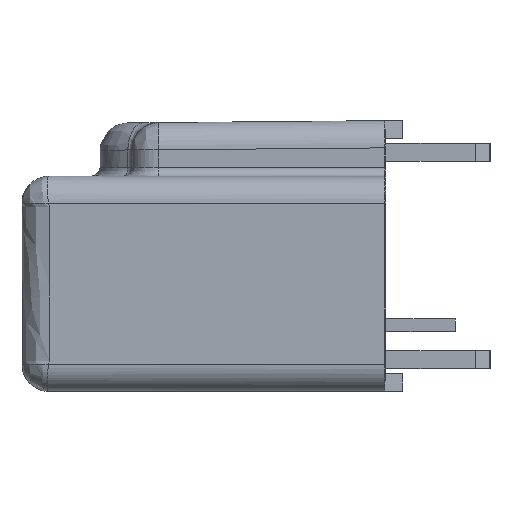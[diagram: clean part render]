
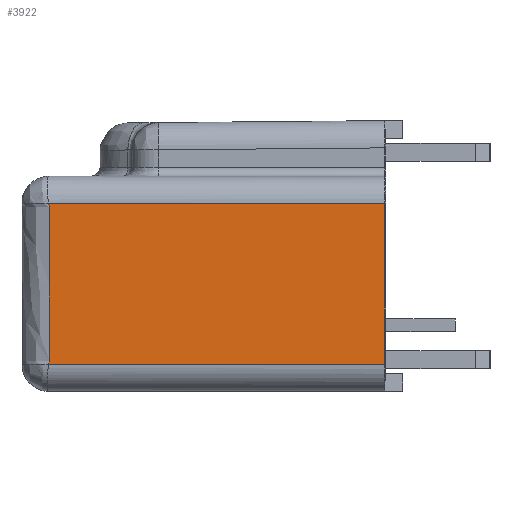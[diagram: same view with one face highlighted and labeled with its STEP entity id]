
A CAD part, left-side view. The second image highlights one B-rep face of the part: STEP entity #3922.
In plain terms, the highlighted planar face has unit normal (-1, 0, 0).
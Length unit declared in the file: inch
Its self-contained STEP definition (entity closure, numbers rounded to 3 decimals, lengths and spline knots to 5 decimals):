
#435 = CARTESIAN_POINT ( 'NONE',  ( 1.73628, 0.54008, -0.17726 ) ) ;
#482 = CARTESIAN_POINT ( 'NONE',  ( 1.73628, 0.5419, 0.16318 ) ) ;
#540 = CARTESIAN_POINT ( 'NONE',  ( 1.73628, 0.54008, 0.15606 ) ) ;
#589 = CARTESIAN_POINT ( 'NONE',  ( 1.73628, 0.54008, -0.17299 ) ) ;
#650 = CARTESIAN_POINT ( 'NONE',  ( 1.73628, 0.54008, 0.15547 ) ) ;
#685 = B_SPLINE_CURVE_WITH_KNOTS ( 'NONE', 3,
 ( #3783, #482, #9229, #10078, #5415, #2228, #8596, #7819, #10177, #10023, #2951, #5267, #1450, #540, #5218, #5315, #3001, #650, #5371, #8432, #8485, #8540, #9332, #10135, #4644, #3836, #2904, #6188, #9382, #1343, #7030, #6039, #6094, #589, #1394, #7652, #10225, #5988, #9279, #4535, #7598, #1286, #6145, #4480, #3682, #435, #2853, #3729, #2080, #9174, #4589, #4430, #8378, #1227, #7767, #3631, #7707 ),
 .UNSPECIFIED., .F., .F.,
 ( 4, 2, 1, 1, 2, 2, 1, 1, 1, 2, 2, 1, 1, 1, 2, 2, 1, 1, 1, 1, 1, 1, 1, 1, 1, 1, 1, 1, 2, 2, 1, 1, 1, 2, 2, 1, 1, 2, 2, 2, 4 ),
 ( 0., 0.00781, 0.01172, 0.01367, 0.01465, 0.01562, 0.01953, 0.02148, 0.02246, 0.02295, 0.02344, 0.02734, 0.0293, 0.03027, 0.03076, 0.03125, 0.0625, 0.125, 0.25, 0.5, 0.75, 0.875, 0.9375, 0.95313, 0.96094, 0.96484, 0.9668, 0.96777, 0.96826, 0.96875, 0.97266, 0.97461, 0.97559, 0.97607, 0.97656, 0.98047, 0.98242, 0.9834, 0.98438, 0.99219, 1. ),
 .UNSPECIFIED. ) ;
#936 = AXIS2_PLACEMENT_3D ( 'NONE', #4866, #9498, #3057 ) ;
#987 = VERTEX_POINT ( 'NONE', #8251 ) ;
#1227 = CARTESIAN_POINT ( 'NONE',  ( 1.73628, 0.54088, -0.18146 ) ) ;
#1286 = CARTESIAN_POINT ( 'NONE',  ( 1.73628, 0.54008, -0.17707 ) ) ;
#1343 = CARTESIAN_POINT ( 'NONE',  ( 1.73628, 0.54008, -0.13453 ) ) ;
#1394 = CARTESIAN_POINT ( 'NONE',  ( 1.73628, 0.54008, -0.17378 ) ) ;
#1450 = CARTESIAN_POINT ( 'NONE',  ( 1.73628, 0.54009, 0.15622 ) ) ;
#1536 = LINE ( 'NONE', #3234, #10263 ) ;
#1774 = ORIENTED_EDGE ( 'NONE', *, *, #10230, .T. ) ;
#1974 = LINE ( 'NONE', #2084, #5895 ) ;
#2080 = CARTESIAN_POINT ( 'NONE',  ( 1.73628, 0.54027, -0.17914 ) ) ;
#2084 = CARTESIAN_POINT ( 'NONE',  ( 1.73628, -0.18827, 0.30413 ) ) ;
#2127 = VERTEX_POINT ( 'NONE', #7446 ) ;
#2228 = CARTESIAN_POINT ( 'NONE',  ( 1.73628, 0.54062, 0.1591 ) ) ;
#2332 = ORIENTED_EDGE ( 'NONE', *, *, #2747, .F. ) ;
#2747 = EDGE_CURVE ( 'NONE', #987, #3687, #1536, .T. ) ;
#2853 = CARTESIAN_POINT ( 'NONE',  ( 1.73628, 0.54008, -0.17771 ) ) ;
#2904 = CARTESIAN_POINT ( 'NONE',  ( 1.73628, 0.54008, 0.06209 ) ) ;
#2951 = CARTESIAN_POINT ( 'NONE',  ( 1.73628, 0.5402, 0.15735 ) ) ;
#3001 = CARTESIAN_POINT ( 'NONE',  ( 1.73628, 0.54008, 0.15583 ) ) ;
#3046 = ORIENTED_EDGE ( 'NONE', *, *, #3257, .F. ) ;
#3057 = DIRECTION ( 'NONE',  ( 0., 0., 1. ) ) ;
#3112 = DIRECTION ( 'NONE',  ( 0., 1., 0. ) ) ;
#3234 = CARTESIAN_POINT ( 'NONE',  ( 1.73628, 0.54437, -0.18524 ) ) ;
#3257 = EDGE_CURVE ( 'NONE', #2127, #987, #1974, .T. ) ;
#3474 = DIRECTION ( 'NONE',  ( 0., 0., -1. ) ) ;
#3631 = CARTESIAN_POINT ( 'NONE',  ( 1.73628, 0.5419, -0.18464 ) ) ;
#3682 = CARTESIAN_POINT ( 'NONE',  ( 1.73628, 0.54008, -0.1773 ) ) ;
#3687 = VERTEX_POINT ( 'NONE', #5701 ) ;
#3729 = CARTESIAN_POINT ( 'NONE',  ( 1.73628, 0.54014, -0.17834 ) ) ;
#3783 = CARTESIAN_POINT ( 'NONE',  ( 1.73628, 0.54205, 0.16378 ) ) ;
#3836 = CARTESIAN_POINT ( 'NONE',  ( 1.73628, 0.54008, 0.11307 ) ) ;
#3922 = ADVANCED_FACE ( 'NONE', ( #4656 ), #5630, .T. ) ;
#3960 = LINE ( 'NONE', #8033, #6297 ) ;
#4112 = CARTESIAN_POINT ( 'NONE',  ( 1.73628, 0.54205, 0.16378 ) ) ;
#4430 = CARTESIAN_POINT ( 'NONE',  ( 1.73628, 0.54045, -0.17992 ) ) ;
#4480 = CARTESIAN_POINT ( 'NONE',  ( 1.73628, 0.54008, -0.17728 ) ) ;
#4535 = CARTESIAN_POINT ( 'NONE',  ( 1.73628, 0.54008, -0.17546 ) ) ;
#4589 = CARTESIAN_POINT ( 'NONE',  ( 1.73628, 0.5404, -0.17974 ) ) ;
#4644 = CARTESIAN_POINT ( 'NONE',  ( 1.73628, 0.54008, 0.13856 ) ) ;
#4656 = FACE_OUTER_BOUND ( 'NONE', #5778, .T. ) ;
#4813 = EDGE_CURVE ( 'NONE', #2127, #4876, #3960, .T. ) ;
#4866 = CARTESIAN_POINT ( 'NONE',  ( 1.73628, -0.18827, -0.18524 ) ) ;
#4876 = VERTEX_POINT ( 'NONE', #4112 ) ;
#5218 = CARTESIAN_POINT ( 'NONE',  ( 1.73628, 0.54008, 0.15596 ) ) ;
#5267 = CARTESIAN_POINT ( 'NONE',  ( 1.73628, 0.54012, 0.15659 ) ) ;
#5315 = CARTESIAN_POINT ( 'NONE',  ( 1.73628, 0.54008, 0.15586 ) ) ;
#5371 = CARTESIAN_POINT ( 'NONE',  ( 1.73628, 0.54008, 0.15449 ) ) ;
#5415 = CARTESIAN_POINT ( 'NONE',  ( 1.73628, 0.54082, 0.1598 ) ) ;
#5630 = PLANE ( 'NONE',  #936 ) ;
#5701 = CARTESIAN_POINT ( 'NONE',  ( 1.73628, 0.54205, -0.18524 ) ) ;
#5778 = EDGE_LOOP ( 'NONE', ( #3046, #10146, #1774, #2332 ) ) ;
#5895 = VECTOR ( 'NONE', #3474, 39.37008 ) ;
#5988 = CARTESIAN_POINT ( 'NONE',  ( 1.73628, 0.54008, -0.17447 ) ) ;
#6039 = CARTESIAN_POINT ( 'NONE',  ( 1.73628, 0.54008, -0.16821 ) ) ;
#6094 = CARTESIAN_POINT ( 'NONE',  ( 1.73628, 0.54008, -0.17139 ) ) ;
#6145 = CARTESIAN_POINT ( 'NONE',  ( 1.73628, 0.54008, -0.17724 ) ) ;
#6188 = CARTESIAN_POINT ( 'NONE',  ( 1.73628, 0.54008, -0.01073 ) ) ;
#6297 = VECTOR ( 'NONE', #3112, 39.37008 ) ;
#7030 = CARTESIAN_POINT ( 'NONE',  ( 1.73628, 0.54008, -0.15819 ) ) ;
#7446 = CARTESIAN_POINT ( 'NONE',  ( 1.73628, -0.18827, 0.16378 ) ) ;
#7598 = CARTESIAN_POINT ( 'NONE',  ( 1.73628, 0.54008, -0.17646 ) ) ;
#7652 = CARTESIAN_POINT ( 'NONE',  ( 1.73628, 0.54008, -0.17418 ) ) ;
#7707 = CARTESIAN_POINT ( 'NONE',  ( 1.73628, 0.54205, -0.18524 ) ) ;
#7767 = CARTESIAN_POINT ( 'NONE',  ( 1.73628, 0.54164, -0.18376 ) ) ;
#7819 = CARTESIAN_POINT ( 'NONE',  ( 1.73628, 0.5405, 0.15868 ) ) ;
#8033 = CARTESIAN_POINT ( 'NONE',  ( 1.73628, -0.18827, 0.16378 ) ) ;
#8251 = CARTESIAN_POINT ( 'NONE',  ( 1.73628, -0.18827, -0.18524 ) ) ;
#8378 = CARTESIAN_POINT ( 'NONE',  ( 1.73628, 0.54061, -0.18055 ) ) ;
#8432 = CARTESIAN_POINT ( 'NONE',  ( 1.73628, 0.54008, 0.15385 ) ) ;
#8485 = CARTESIAN_POINT ( 'NONE',  ( 1.73628, 0.54008, 0.15355 ) ) ;
#8540 = CARTESIAN_POINT ( 'NONE',  ( 1.73628, 0.54008, 0.15334 ) ) ;
#8596 = CARTESIAN_POINT ( 'NONE',  ( 1.73628, 0.54055, 0.15884 ) ) ;
#9174 = CARTESIAN_POINT ( 'NONE',  ( 1.73628, 0.54035, -0.1795 ) ) ;
#9229 = CARTESIAN_POINT ( 'NONE',  ( 1.73628, 0.54164, 0.16232 ) ) ;
#9279 = CARTESIAN_POINT ( 'NONE',  ( 1.73628, 0.54008, -0.17447 ) ) ;
#9332 = CARTESIAN_POINT ( 'NONE',  ( 1.73628, 0.54008, 0.15318 ) ) ;
#9382 = CARTESIAN_POINT ( 'NONE',  ( 1.73628, 0.54008, -0.08355 ) ) ;
#9498 = DIRECTION ( 'NONE',  ( -1., 0., 0. ) ) ;
#9619 = DIRECTION ( 'NONE',  ( 0., 1., 0. ) ) ;
#10023 = CARTESIAN_POINT ( 'NONE',  ( 1.73628, 0.54034, 0.15805 ) ) ;
#10078 = CARTESIAN_POINT ( 'NONE',  ( 1.73628, 0.54107, 0.16057 ) ) ;
#10135 = CARTESIAN_POINT ( 'NONE',  ( 1.73628, 0.54008, 0.14948 ) ) ;
#10146 = ORIENTED_EDGE ( 'NONE', *, *, #4813, .T. ) ;
#10177 = CARTESIAN_POINT ( 'NONE',  ( 1.73628, 0.54049, 0.15865 ) ) ;
#10225 = CARTESIAN_POINT ( 'NONE',  ( 1.73628, 0.54008, -0.17435 ) ) ;
#10230 = EDGE_CURVE ( 'NONE', #4876, #3687, #685, .T. ) ;
#10263 = VECTOR ( 'NONE', #9619, 39.37008 ) ;
